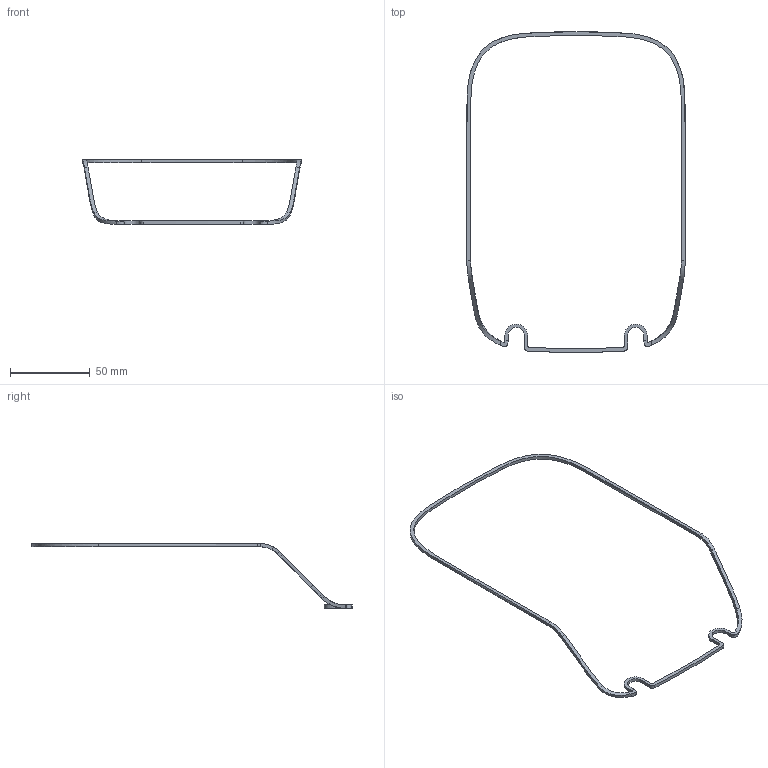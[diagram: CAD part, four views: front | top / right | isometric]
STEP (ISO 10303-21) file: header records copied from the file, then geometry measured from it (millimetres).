
FILE_DESCRIPTION((''),'2;1');
FILE_NAME('003-GSKT-TN21','2022-02-25T',('designer'),(''),'CREO PARAMETRIC BY PTC INC, 2016130','CREO PARAMETRIC BY PTC INC, 2016130','');
FILE_SCHEMA(('CONFIG_CONTROL_DESIGN'));
Length unit declared in the file: millimetre
Products named in the file (1): 003-GSKT-TN21
Bounding box: 137.67 x 201.39 x 40.61 mm (x, y, z)
Volume: 3155 mm3; surface area: 5823.4 mm2
Topology: 1 solids, 1 shells, 85 faces, 219 edges, 134 vertices
Faces by surface type: bspline 56, plane 20, cylinder 9
Entity records: 4784 total; most frequent: CARTESIAN_POINT 3029, ORIENTED_EDGE 438, EDGE_CURVE 219, DIRECTION 205, VERTEX_POINT 134, VECTOR 103, LINE 103, B_SPLINE_CURVE_WITH_KNOTS 94
